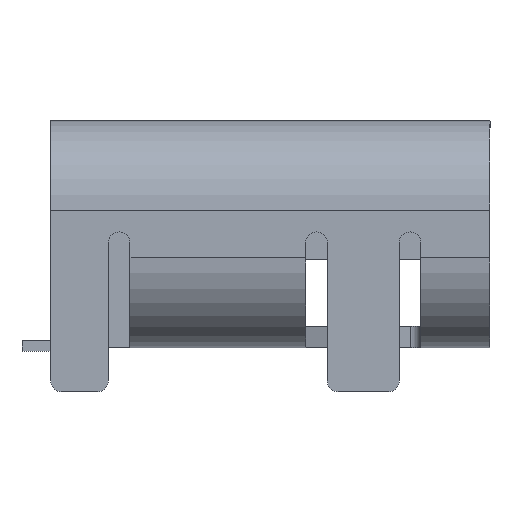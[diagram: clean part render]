
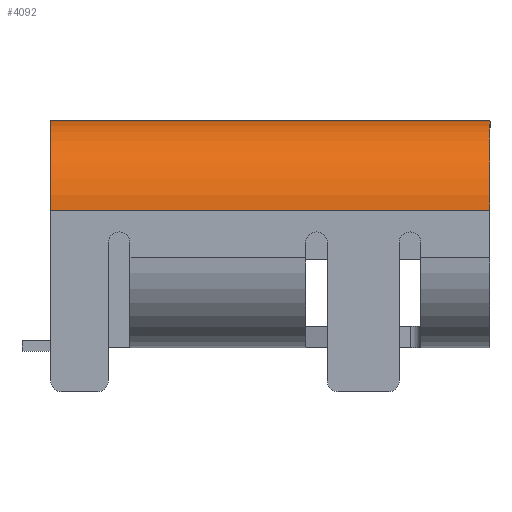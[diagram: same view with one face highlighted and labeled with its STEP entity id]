
A CAD part, left-side view. The second image highlights one B-rep face of the part: STEP entity #4092.
In plain terms, the highlighted cylindrical face has radius 1.25 mm (diameter 2.5 mm), a partial arc.
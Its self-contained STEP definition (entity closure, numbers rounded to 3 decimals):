
#163=CYLINDRICAL_SURFACE('',#4396,1.25);
#248=CIRCLE('',#4305,1.25);
#251=CIRCLE('',#4309,1.25);
#406=FACE_OUTER_BOUND('',#615,.T.);
#615=EDGE_LOOP('',(#3076,#3077,#3078,#3079));
#763=LINE('',#5778,#1227);
#914=LINE('',#6240,#1378);
#1227=VECTOR('',#4614,1.);
#1378=VECTOR('',#5045,1.);
#1691=VERTEX_POINT('',#5775);
#1692=VERTEX_POINT('',#5777);
#1781=VERTEX_POINT('',#5968);
#1786=VERTEX_POINT('',#5981);
#2091=EDGE_CURVE('',#1691,#1692,#763,.T.);
#2186=EDGE_CURVE('',#1781,#1691,#248,.T.);
#2192=EDGE_CURVE('',#1786,#1692,#251,.T.);
#2324=EDGE_CURVE('',#1781,#1786,#914,.T.);
#3076=ORIENTED_EDGE('',*,*,#2192,.T.);
#3077=ORIENTED_EDGE('',*,*,#2091,.F.);
#3078=ORIENTED_EDGE('',*,*,#2186,.F.);
#3079=ORIENTED_EDGE('',*,*,#2324,.T.);
#4092=ADVANCED_FACE('',(#406),#163,.T.);
#4305=AXIS2_PLACEMENT_3D('',#5970,#4765,#4766);
#4309=AXIS2_PLACEMENT_3D('',#5982,#4776,#4777);
#4396=AXIS2_PLACEMENT_3D('',#6239,#5043,#5044);
#4614=DIRECTION('',(0.,-1.,0.));
#4765=DIRECTION('center_axis',(0.,1.,0.));
#4766=DIRECTION('ref_axis',(-1.,0.,0.));
#4776=DIRECTION('center_axis',(0.,1.,0.));
#4777=DIRECTION('ref_axis',(-1.,0.,0.));
#5043=DIRECTION('center_axis',(0.,-1.,0.));
#5044=DIRECTION('ref_axis',(-1.,0.,0.));
#5045=DIRECTION('',(0.,-1.,0.));
#5775=CARTESIAN_POINT('',(-3.215,2.125,1.61));
#5777=CARTESIAN_POINT('',(-3.215,-3.975,1.61));
#5778=CARTESIAN_POINT('',(-3.215,2.125,1.61));
#5968=CARTESIAN_POINT('',(-4.465,2.125,0.36));
#5970=CARTESIAN_POINT('Origin',(-3.215,2.125,0.36));
#5981=CARTESIAN_POINT('',(-4.465,-3.975,0.36));
#5982=CARTESIAN_POINT('Origin',(-3.215,-3.975,0.36));
#6239=CARTESIAN_POINT('Origin',(-3.215,2.125,0.36));
#6240=CARTESIAN_POINT('',(-4.465,2.125,0.36));
